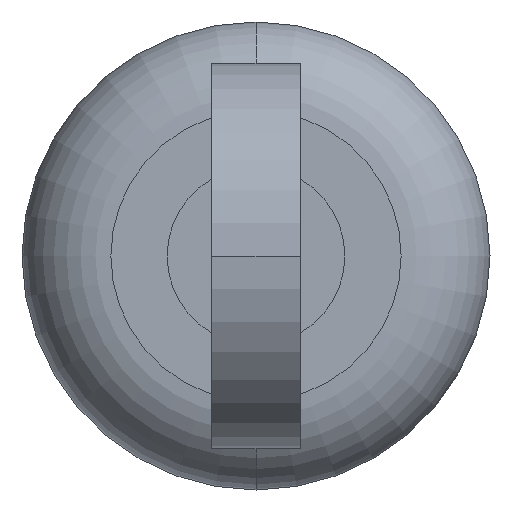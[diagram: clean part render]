
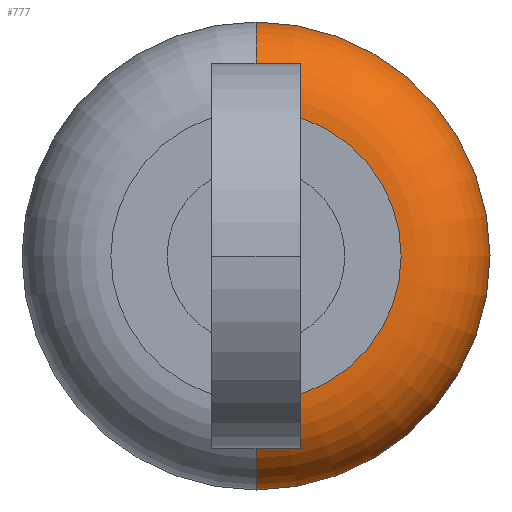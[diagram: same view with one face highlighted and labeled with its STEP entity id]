
A CAD part, front view. The second image highlights one B-rep face of the part: STEP entity #777.
In plain terms, the highlighted toroidal (fillet/blend) face has major radius 4.9 mm and minor radius 3 mm.
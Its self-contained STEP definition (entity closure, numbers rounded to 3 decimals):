
#10 = CARTESIAN_POINT ( 'NONE',  ( 0., -47., 4.9 ) ) ;
#19 = VERTEX_POINT ( 'NONE', #312 ) ;
#24 = AXIS2_PLACEMENT_3D ( 'NONE', #260, #1035, #1225 ) ;
#62 = DIRECTION ( 'NONE',  ( 0., 1., 0. ) ) ;
#75 = AXIS2_PLACEMENT_3D ( 'NONE', #358, #62, #451 ) ;
#133 = TOROIDAL_SURFACE ( 'NONE', #75, 4.9, 3. ) ;
#260 = CARTESIAN_POINT ( 'NONE',  ( 0., -50., 0. ) ) ;
#284 = ORIENTED_EDGE ( 'NONE', *, *, #1012, .F. ) ;
#312 = CARTESIAN_POINT ( 'NONE',  ( 0., -47., 7.9 ) ) ;
#358 = CARTESIAN_POINT ( 'NONE',  ( 0., -47., 0. ) ) ;
#369 = DIRECTION ( 'NONE',  ( 0., 0., -1. ) ) ;
#383 = CIRCLE ( 'NONE', #24, 4.9 ) ;
#399 = DIRECTION ( 'NONE',  ( 0., 1., 0. ) ) ;
#451 = DIRECTION ( 'NONE',  ( 0., 0., 1. ) ) ;
#454 = ORIENTED_EDGE ( 'NONE', *, *, #850, .T. ) ;
#473 = CIRCLE ( 'NONE', #668, 3. ) ;
#498 = EDGE_CURVE ( 'NONE', #1068, #1176, #473, .T. ) ;
#554 = CARTESIAN_POINT ( 'NONE',  ( 0., -47., -4.9 ) ) ;
#570 = CARTESIAN_POINT ( 'NONE',  ( 0., -50., -4.9 ) ) ;
#590 = CARTESIAN_POINT ( 'NONE',  ( 0., -47., 0. ) ) ;
#649 = DIRECTION ( 'NONE',  ( 1., 0., 0. ) ) ;
#668 = AXIS2_PLACEMENT_3D ( 'NONE', #554, #649, #369 ) ;
#737 = FACE_OUTER_BOUND ( 'NONE', #1040, .T. ) ;
#777 = ADVANCED_FACE ( 'Defeature ausgef�hrt1_15', ( #737 ), #133, .T. ) ;
#804 = CARTESIAN_POINT ( 'NONE',  ( 0., -47., -7.9 ) ) ;
#843 = ORIENTED_EDGE ( 'NONE', *, *, #498, .T. ) ;
#850 = EDGE_CURVE ( 'Defeature ausgef�hrt1_15+Defeature ausgef�hrt1_16+Defeature ausgef�hrt1_16+Defeature ausgef�hrt1_16', #1121, #1068, #383, .T. ) ;
#874 = DIRECTION ( 'NONE',  ( -1., 0., 0. ) ) ;
#885 = DIRECTION ( 'NONE',  ( 0., 0., 1. ) ) ;
#928 = CIRCLE ( 'NONE', #1154, 7.9 ) ;
#962 = CIRCLE ( 'NONE', #965, 3. ) ;
#965 = AXIS2_PLACEMENT_3D ( 'NONE', #10, #874, #885 ) ;
#992 = ORIENTED_EDGE ( 'NONE', *, *, #1157, .F. ) ;
#1012 = EDGE_CURVE ( 'NONE', #1121, #19, #962, .T. ) ;
#1035 = DIRECTION ( 'NONE',  ( 0., 1., 0. ) ) ;
#1040 = EDGE_LOOP ( 'NONE', ( #454, #843, #992, #284 ) ) ;
#1068 = VERTEX_POINT ( 'NONE', #570 ) ;
#1096 = DIRECTION ( 'NONE',  ( 0., 0., 1. ) ) ;
#1107 = CARTESIAN_POINT ( 'NONE',  ( 0., -50., 4.9 ) ) ;
#1121 = VERTEX_POINT ( 'NONE', #1107 ) ;
#1154 = AXIS2_PLACEMENT_3D ( 'NONE', #590, #399, #1096 ) ;
#1157 = EDGE_CURVE ( 'Defeature ausgef�hrt1_14+Defeature ausgef�hrt1_15+Defeature ausgef�hrt1_15+Defeature ausgef�hrt1_15', #19, #1176, #928, .T. ) ;
#1176 = VERTEX_POINT ( 'NONE', #804 ) ;
#1225 = DIRECTION ( 'NONE',  ( 0., 0., 1. ) ) ;
